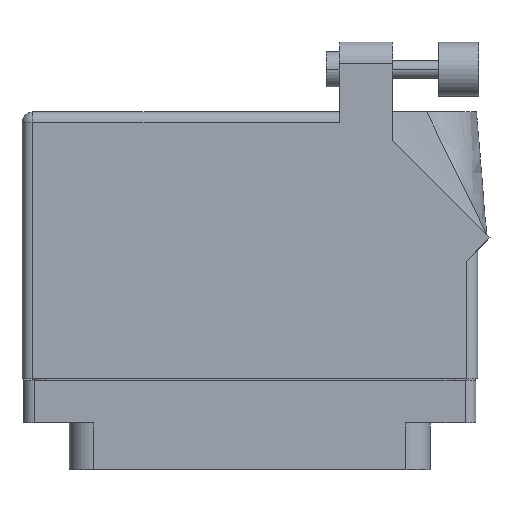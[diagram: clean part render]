
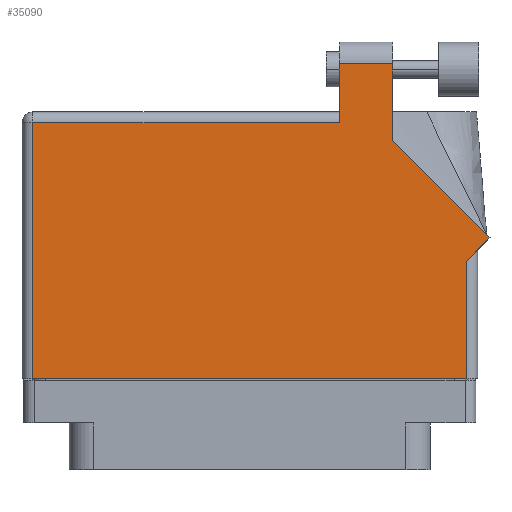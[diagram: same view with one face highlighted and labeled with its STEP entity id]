
A CAD part, front view. The second image highlights one B-rep face of the part: STEP entity #35090.
In plain terms, the highlighted face is planar.
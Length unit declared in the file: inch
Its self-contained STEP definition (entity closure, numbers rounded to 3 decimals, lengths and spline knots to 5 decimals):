
#1363 = CARTESIAN_POINT ( 'NONE',  ( 1.37671, 0.70771, 0.455 ) ) ;
#1431 = VECTOR ( 'NONE', #44311, 39.37008 ) ;
#3313 = CARTESIAN_POINT ( 'NONE',  ( -1.244, 1.368, 0.455 ) ) ;
#4759 = VECTOR ( 'NONE', #41890, 39.37008 ) ;
#5018 = CARTESIAN_POINT ( 'NONE',  ( 1.244, 0.637, 0.455 ) ) ;
#5278 = CARTESIAN_POINT ( 'NONE',  ( 0.82, 1.26442, 0.455 ) ) ;
#5449 = CARTESIAN_POINT ( 'NONE',  ( 1.244, -0.1, 0.455 ) ) ;
#5884 = DIRECTION ( 'NONE',  ( 0.707, 0.707, 0. ) ) ;
#6453 = CARTESIAN_POINT ( 'NONE',  ( 0.513, 1.43, 0.455 ) ) ;
#6529 = CARTESIAN_POINT ( 'NONE',  ( 0.513, 1.368, 0.455 ) ) ;
#7117 = LINE ( 'NONE', #5278, #1431 ) ;
#8090 = CARTESIAN_POINT ( 'NONE',  ( 1.244, 0.575, 0.455 ) ) ;
#8355 = VERTEX_POINT ( 'NONE', #10046 ) ;
#9696 = LINE ( 'NONE', #28417, #20619 ) ;
#10046 = CARTESIAN_POINT ( 'NONE',  ( 0.82, 1.26442, 0.455 ) ) ;
#10287 = LINE ( 'NONE', #24861, #17743 ) ;
#11098 = ORIENTED_EDGE ( 'NONE', *, *, #43292, .T. ) ;
#11888 = DIRECTION ( 'NONE',  ( 0., 0., -1. ) ) ;
#14314 = CARTESIAN_POINT ( 'NONE',  ( -1.244, -0.1, 0.455 ) ) ;
#14508 = ORIENTED_EDGE ( 'NONE', *, *, #40394, .T. ) ;
#14757 = VERTEX_POINT ( 'NONE', #5449 ) ;
#15032 = VECTOR ( 'NONE', #30106, 39.37008 ) ;
#16170 = EDGE_CURVE ( 'NONE', #33663, #8355, #36574, .T. ) ;
#16312 = VECTOR ( 'NONE', #32037, 39.37008 ) ;
#16777 = ORIENTED_EDGE ( 'NONE', *, *, #33263, .T. ) ;
#17743 = VECTOR ( 'NONE', #21559, 39.37008 ) ;
#19265 = CARTESIAN_POINT ( 'NONE',  ( 0.513, 1.705, 0.455 ) ) ;
#19788 = LINE ( 'NONE', #5018, #43897 ) ;
#20060 = CARTESIAN_POINT ( 'NONE',  ( 0.513, 1.705, 0.455 ) ) ;
#20619 = VECTOR ( 'NONE', #32454, 39.37008 ) ;
#21262 = ORIENTED_EDGE ( 'NONE', *, *, #22172, .T. ) ;
#21556 = EDGE_CURVE ( 'NONE', #23733, #34654, #47296, .T. ) ;
#21559 = DIRECTION ( 'NONE',  ( 0., -1., 0. ) ) ;
#22172 = EDGE_CURVE ( 'NONE', #8355, #35792, #7117, .T. ) ;
#22810 = DIRECTION ( 'NONE',  ( -1., 0., 0. ) ) ;
#23124 = EDGE_CURVE ( 'NONE', #38979, #33663, #24164, .T. ) ;
#23733 = VERTEX_POINT ( 'NONE', #19265 ) ;
#24164 = LINE ( 'NONE', #42387, #32802 ) ;
#24551 = EDGE_CURVE ( 'NONE', #34743, #14757, #9696, .T. ) ;
#24861 = CARTESIAN_POINT ( 'NONE',  ( -1.244, -0.1, 0.455 ) ) ;
#26155 = PLANE ( 'NONE',  #44347 ) ;
#28417 = CARTESIAN_POINT ( 'NONE',  ( -1.306, -0.1, 0.455 ) ) ;
#28660 = ORIENTED_EDGE ( 'NONE', *, *, #23124, .T. ) ;
#29774 = CARTESIAN_POINT ( 'NONE',  ( -1.306, 1.368, 0.455 ) ) ;
#30106 = DIRECTION ( 'NONE',  ( -1., 0., 0. ) ) ;
#30583 = DIRECTION ( 'NONE',  ( 0., 1., 0. ) ) ;
#32037 = DIRECTION ( 'NONE',  ( 0., -1., 0. ) ) ;
#32454 = DIRECTION ( 'NONE',  ( 1., 0., 0. ) ) ;
#32802 = VECTOR ( 'NONE', #5884, 39.37008 ) ;
#33263 = EDGE_CURVE ( 'NONE', #35792, #23733, #44234, .T. ) ;
#33663 = VERTEX_POINT ( 'NONE', #38276 ) ;
#33883 = CARTESIAN_POINT ( 'NONE',  ( -1.306, 1.43, 0.455 ) ) ;
#34057 = FACE_OUTER_BOUND ( 'NONE', #42156, .T. ) ;
#34654 = VERTEX_POINT ( 'NONE', #6529 ) ;
#34743 = VERTEX_POINT ( 'NONE', #14314 ) ;
#35090 = ADVANCED_FACE ( 'NONE', ( #34057 ), #26155, .F. ) ;
#35792 = VERTEX_POINT ( 'NONE', #44299 ) ;
#36574 = LINE ( 'NONE', #1363, #37127 ) ;
#37127 = VECTOR ( 'NONE', #41536, 39.37008 ) ;
#38276 = CARTESIAN_POINT ( 'NONE',  ( 1.37671, 0.70771, 0.455 ) ) ;
#38979 = VERTEX_POINT ( 'NONE', #8090 ) ;
#39594 = VERTEX_POINT ( 'NONE', #3313 ) ;
#40394 = EDGE_CURVE ( 'NONE', #39594, #34743, #10287, .T. ) ;
#40918 = LINE ( 'NONE', #29774, #15032 ) ;
#41536 = DIRECTION ( 'NONE',  ( -0.707, 0.707, 0. ) ) ;
#41890 = DIRECTION ( 'NONE',  ( -1., 0., 0. ) ) ;
#42115 = EDGE_CURVE ( 'NONE', #14757, #38979, #19788, .T. ) ;
#42156 = EDGE_LOOP ( 'NONE', ( #21262, #16777, #42406, #11098, #14508, #44288, #42582, #28660, #43679 ) ) ;
#42387 = CARTESIAN_POINT ( 'NONE',  ( 1.306, 0.637, 0.455 ) ) ;
#42406 = ORIENTED_EDGE ( 'NONE', *, *, #21556, .T. ) ;
#42582 = ORIENTED_EDGE ( 'NONE', *, *, #42115, .T. ) ;
#43292 = EDGE_CURVE ( 'NONE', #34654, #39594, #40918, .T. ) ;
#43679 = ORIENTED_EDGE ( 'NONE', *, *, #16170, .T. ) ;
#43897 = VECTOR ( 'NONE', #30583, 39.37008 ) ;
#44234 = LINE ( 'NONE', #20060, #4759 ) ;
#44288 = ORIENTED_EDGE ( 'NONE', *, *, #24551, .T. ) ;
#44299 = CARTESIAN_POINT ( 'NONE',  ( 0.82, 1.705, 0.455 ) ) ;
#44311 = DIRECTION ( 'NONE',  ( 0., 1., 0. ) ) ;
#44347 = AXIS2_PLACEMENT_3D ( 'NONE', #33883, #11888, #22810 ) ;
#47296 = LINE ( 'NONE', #6453, #16312 ) ;
